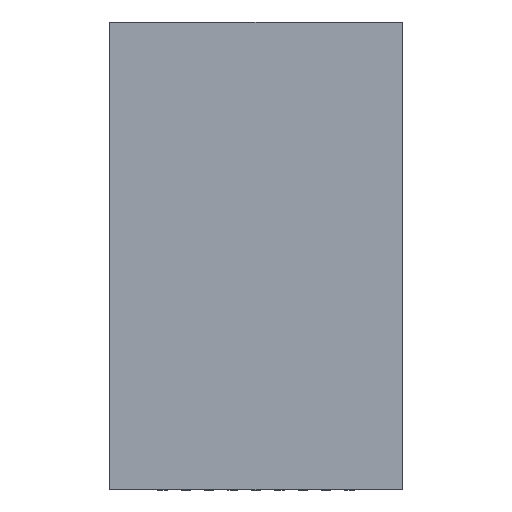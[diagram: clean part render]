
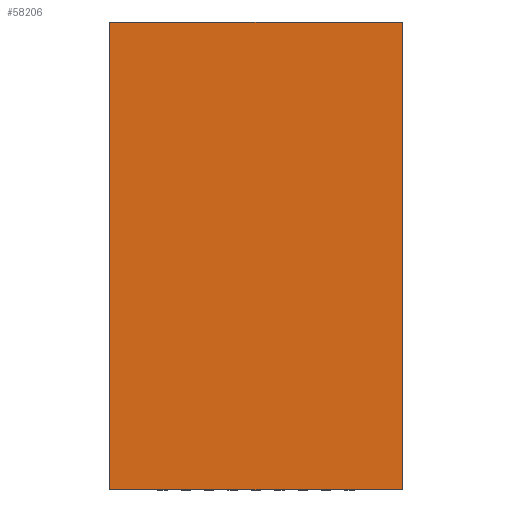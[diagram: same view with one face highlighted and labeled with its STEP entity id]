
A CAD part, top view. The second image highlights one B-rep face of the part: STEP entity #58206.
In plain terms, the highlighted face is planar.
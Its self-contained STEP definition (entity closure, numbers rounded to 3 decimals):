
#43201=DIRECTION('',(0.,0.,1.));
#43202=VECTOR('',#43201,16.);
#43203=CARTESIAN_POINT('',(-5.,4.075,-8.));
#43204=LINE('',#43203,#43202);
#43208=DIRECTION('',(-1.,0.,0.));
#43209=VECTOR('',#43208,10.);
#43210=CARTESIAN_POINT('',(5.,4.075,-8.));
#43211=LINE('',#43210,#43209);
#43215=DIRECTION('',(0.,0.,-1.));
#43216=VECTOR('',#43215,16.);
#43217=CARTESIAN_POINT('',(5.,4.075,8.));
#43218=LINE('',#43217,#43216);
#43222=DIRECTION('',(1.,0.,0.));
#43223=VECTOR('',#43222,10.);
#43224=CARTESIAN_POINT('',(-5.,4.075,8.));
#43225=LINE('',#43224,#43223);
#50138=CARTESIAN_POINT('',(-5.,4.075,-8.));
#50139=CARTESIAN_POINT('',(-5.,4.075,8.));
#50140=VERTEX_POINT('',#50138);
#50141=VERTEX_POINT('',#50139);
#50142=CARTESIAN_POINT('',(5.,4.075,8.));
#50143=VERTEX_POINT('',#50142);
#50144=CARTESIAN_POINT('',(5.,4.075,-8.));
#50145=VERTEX_POINT('',#50144);
#58194=CARTESIAN_POINT('',(0.,4.075,0.));
#58195=DIRECTION('',(0.,1.,0.));
#58196=DIRECTION('',(1.,0.,0.));
#58197=AXIS2_PLACEMENT_3D('',#58194,#58195,#58196);
#58198=PLANE('',#58197);
#58199=ORIENTED_EDGE('',*,*,#54542,.F.);
#58200=ORIENTED_EDGE('',*,*,#54921,.F.);
#58202=ORIENTED_EDGE('',*,*,#58201,.F.);
#58203=ORIENTED_EDGE('',*,*,#58016,.F.);
#58204=EDGE_LOOP('',(#58199,#58200,#58202,#58203));
#58205=FACE_OUTER_BOUND('',#58204,.F.);
#54542=EDGE_CURVE('',#50140,#50141,#43204,.T.);
#54921=EDGE_CURVE('',#50145,#50140,#43211,.T.);
#58016=EDGE_CURVE('',#50141,#50143,#43225,.T.);
#58201=EDGE_CURVE('',#50143,#50145,#43218,.T.);
#58206=ADVANCED_FACE('',(#58205),#58198,.T.);
